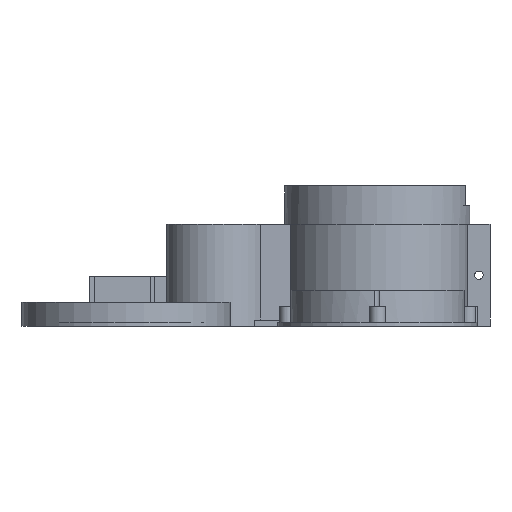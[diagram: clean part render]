
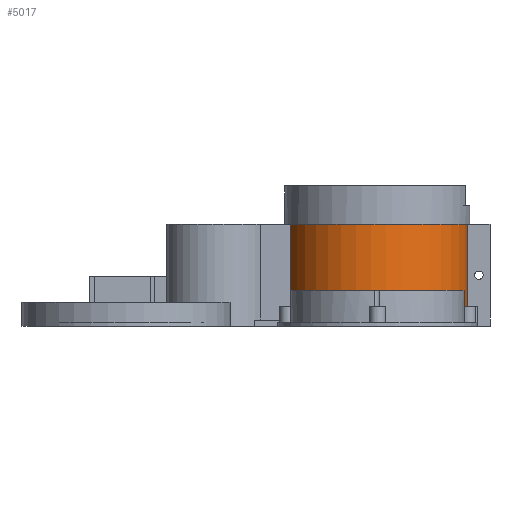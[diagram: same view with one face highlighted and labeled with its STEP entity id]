
A CAD part, left-side view. The second image highlights one B-rep face of the part: STEP entity #5017.
In plain terms, the highlighted cylindrical face has radius 45.5 mm (diameter 91 mm), a partial arc.
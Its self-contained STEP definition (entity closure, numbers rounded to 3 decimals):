
#588=FACE_OUTER_BOUND('',#961,.T.);
#961=EDGE_LOOP('',(#4173,#4174,#4175,#4176));
#1286=LINE('',#9663,#1687);
#1287=LINE('',#9669,#1688);
#1687=VECTOR('',#6671,10.);
#1688=VECTOR('',#6678,10.);
#2073=CIRCLE('',#5586,45.5);
#2074=CIRCLE('',#5587,45.5);
#2427=VERTEX_POINT('',#9659);
#2428=VERTEX_POINT('',#9661);
#2429=VERTEX_POINT('',#9665);
#2430=VERTEX_POINT('',#9667);
#3045=EDGE_CURVE('',#2427,#2428,#1286,.T.);
#3046=EDGE_CURVE('',#2429,#2427,#2073,.T.);
#3047=EDGE_CURVE('',#2430,#2428,#2074,.T.);
#3048=EDGE_CURVE('',#2429,#2430,#1287,.T.);
#4173=ORIENTED_EDGE('',*,*,#3046,.T.);
#4174=ORIENTED_EDGE('',*,*,#3045,.T.);
#4175=ORIENTED_EDGE('',*,*,#3047,.F.);
#4176=ORIENTED_EDGE('',*,*,#3048,.F.);
#4828=CYLINDRICAL_SURFACE('',#5585,45.5);
#5017=ADVANCED_FACE('',(#588),#4828,.T.);
#5585=AXIS2_PLACEMENT_3D('',#9664,#6672,#6673);
#5586=AXIS2_PLACEMENT_3D('',#9666,#6674,#6675);
#5587=AXIS2_PLACEMENT_3D('',#9668,#6676,#6677);
#6671=DIRECTION('',(0.,0.,1.));
#6672=DIRECTION('center_axis',(0.,0.,1.));
#6673=DIRECTION('ref_axis',(-0.312,0.95,0.));
#6674=DIRECTION('center_axis',(0.,0.,1.));
#6675=DIRECTION('ref_axis',(-0.312,0.95,0.));
#6676=DIRECTION('center_axis',(0.,0.,1.));
#6677=DIRECTION('ref_axis',(-0.312,0.95,0.));
#6678=DIRECTION('',(0.,0.,1.));
#9659=CARTESIAN_POINT('',(344.499,4.834,0.));
#9661=CARTESIAN_POINT('',(344.499,4.834,50.8));
#9663=CARTESIAN_POINT('',(344.499,4.834,0.));
#9664=CARTESIAN_POINT('Origin',(350.,50.,0.));
#9665=CARTESIAN_POINT('',(335.813,93.232,0.));
#9666=CARTESIAN_POINT('Origin',(350.,50.,0.));
#9667=CARTESIAN_POINT('',(335.813,93.232,50.8));
#9668=CARTESIAN_POINT('Origin',(350.,50.,50.8));
#9669=CARTESIAN_POINT('',(335.813,93.232,0.));
